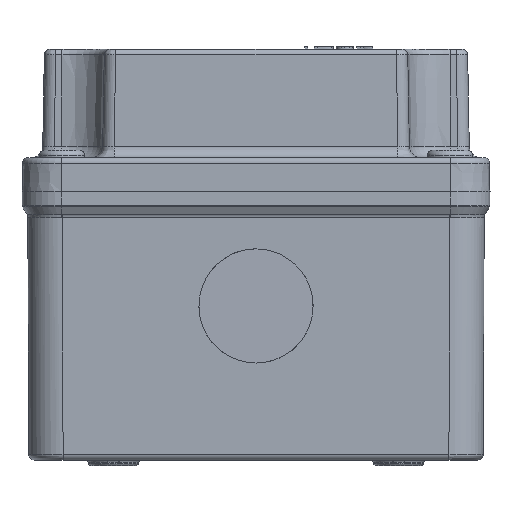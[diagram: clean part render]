
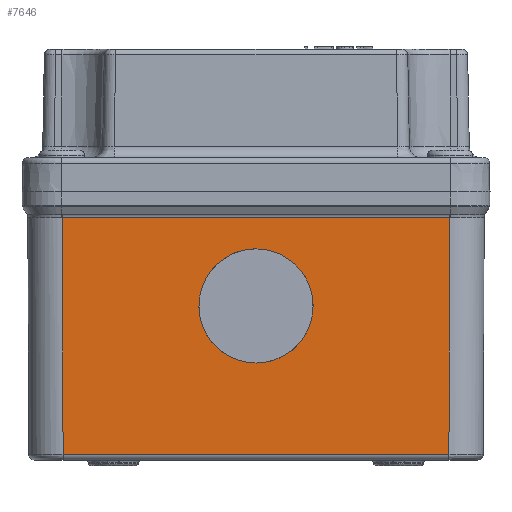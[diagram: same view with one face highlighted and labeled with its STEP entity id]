
A CAD part, front view. The second image highlights one B-rep face of the part: STEP entity #7646.
In plain terms, the highlighted planar face has unit normal (0, -1, -0.004).
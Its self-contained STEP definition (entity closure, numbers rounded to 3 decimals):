
#7646=ADVANCED_FACE('',(#8951,#8952),#8103,.T.);
#8103=PLANE('',#23436);
#8394=ELLIPSE('',#23435,10.,10.);
#8951=FACE_BOUND('',#10077,.T.);
#8952=FACE_BOUND('',#10078,.T.);
#10077=EDGE_LOOP('',(#16071));
#10078=EDGE_LOOP('',(#16072,#16073,#16074,#16075));
#11153=LINE('',#38199,#12094);
#11154=LINE('',#38202,#12095);
#11155=LINE('',#38204,#12096);
#11156=LINE('',#38206,#12097);
#12094=VECTOR('',#27831,1.);
#12095=VECTOR('',#27832,1.);
#12096=VECTOR('',#27833,1.);
#12097=VECTOR('',#27834,1.);
#16071=ORIENTED_EDGE('',*,*,#20471,.F.);
#16072=ORIENTED_EDGE('',*,*,#20472,.T.);
#16073=ORIENTED_EDGE('',*,*,#20473,.T.);
#16074=ORIENTED_EDGE('',*,*,#20474,.T.);
#16075=ORIENTED_EDGE('',*,*,#20475,.T.);
#18239=VERTEX_POINT('',#38198);
#18240=VERTEX_POINT('',#38200);
#18241=VERTEX_POINT('',#38201);
#18242=VERTEX_POINT('',#38203);
#18243=VERTEX_POINT('',#38205);
#20471=EDGE_CURVE('',#18239,#18239,#8394,.T.);
#20472=EDGE_CURVE('',#18240,#18241,#11153,.T.);
#20473=EDGE_CURVE('',#18241,#18242,#11154,.T.);
#20474=EDGE_CURVE('',#18242,#18243,#11155,.T.);
#20475=EDGE_CURVE('',#18243,#18240,#11156,.T.);
#23435=AXIS2_PLACEMENT_3D('',#38197,#27829,#27830);
#23436=AXIS2_PLACEMENT_3D('',#38207,#27835,#27836);
#27829=DIRECTION('',(0.,-1.,-0.004));
#27830=DIRECTION('',(0.,0.004,-1.));
#27831=DIRECTION('',(0.004,-0.004,1.));
#27832=DIRECTION('',(-1.,0.,0.));
#27833=DIRECTION('',(0.004,0.004,-1.));
#27834=DIRECTION('',(1.,0.,0.));
#27835=DIRECTION('',(0.,-1.,-0.004));
#27836=DIRECTION('',(0.,-0.004,1.));
#38197=CARTESIAN_POINT('',(0.,-64.913,-20.));
#38198=CARTESIAN_POINT('',(0.,-64.869,-30.));
#38199=CARTESIAN_POINT('',(33.999,-64.999,-0.148));
#38200=CARTESIAN_POINT('',(33.799,-64.799,-46.004));
#38201=CARTESIAN_POINT('',(33.98,-64.98,-4.511));
#38202=CARTESIAN_POINT('',(-33.982,-64.98,-4.511));
#38203=CARTESIAN_POINT('',(-33.98,-64.98,-4.511));
#38204=CARTESIAN_POINT('',(-33.999,-64.999,-0.148));
#38205=CARTESIAN_POINT('',(-33.799,-64.799,-46.004));
#38206=CARTESIAN_POINT('',(33.795,-64.799,-46.004));
#38207=CARTESIAN_POINT('',(0.,-65.,0.));
